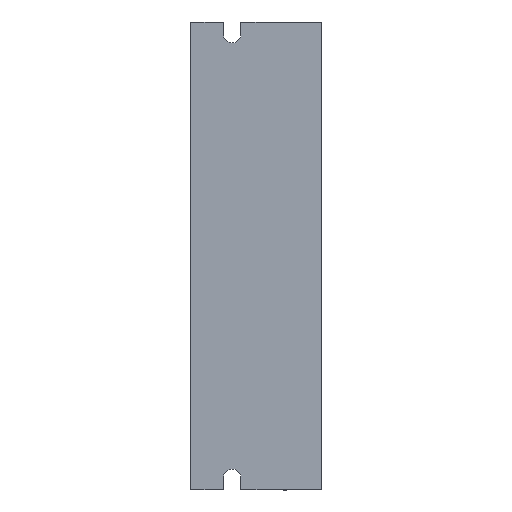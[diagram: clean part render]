
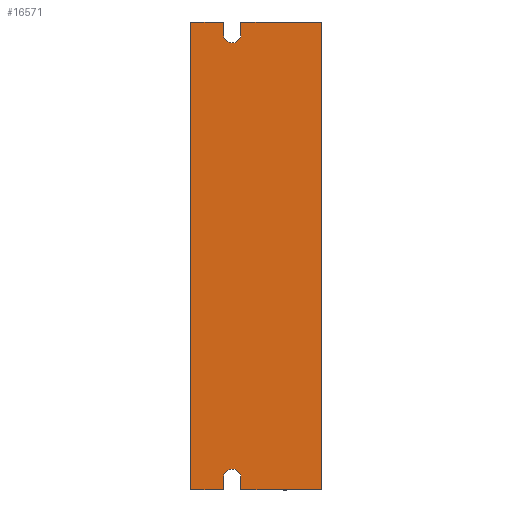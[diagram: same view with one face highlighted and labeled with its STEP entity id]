
A CAD part, left-side view. The second image highlights one B-rep face of the part: STEP entity #16571.
In plain terms, the highlighted planar face has unit normal (-1, 0, 0).
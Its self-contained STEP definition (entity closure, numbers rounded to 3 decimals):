
#396 = CARTESIAN_POINT ( 'NONE',  ( -37.782, 24.765, 59.182 ) ) ;
#635 = LINE ( 'NONE', #12813, #19719 ) ;
#828 = ORIENTED_EDGE ( 'NONE', *, *, #20943, .F. ) ;
#1731 = EDGE_CURVE ( 'NONE', #20670, #12996, #11030, .T. ) ;
#2634 = CARTESIAN_POINT ( 'NONE',  ( -37.782, 24.765, -56.134 ) ) ;
#2881 = ORIENTED_EDGE ( 'NONE', *, *, #8451, .F. ) ;
#2985 = EDGE_CURVE ( 'NONE', #10013, #3380, #3269, .T. ) ;
#3269 = LINE ( 'NONE', #4181, #7230 ) ;
#3374 = EDGE_CURVE ( 'NONE', #21430, #12433, #635, .T. ) ;
#3380 = VERTEX_POINT ( 'NONE', #16279 ) ;
#4116 = DIRECTION ( 'NONE',  ( 0., 0., 1. ) ) ;
#4181 = CARTESIAN_POINT ( 'NONE',  ( -37.783, 20.32, 59.182 ) ) ;
#4306 = ORIENTED_EDGE ( 'NONE', *, *, #1731, .F. ) ;
#4337 = LINE ( 'NONE', #10525, #20767 ) ;
#4406 = AXIS2_PLACEMENT_3D ( 'NONE', #14233, #17548, #14459 ) ;
#4505 = CARTESIAN_POINT ( 'NONE',  ( -37.782, 33.02, -59.182 ) ) ;
#4905 = CARTESIAN_POINT ( 'NONE',  ( -37.783, 0., -59.182 ) ) ;
#4915 = VECTOR ( 'NONE', #15571, 1000. ) ;
#5467 = LINE ( 'NONE', #17067, #4915 ) ;
#5950 = DIRECTION ( 'NONE',  ( 0., -1., 0. ) ) ;
#6063 = CARTESIAN_POINT ( 'NONE',  ( -37.783, 20.32, 59.182 ) ) ;
#6163 = CARTESIAN_POINT ( 'NONE',  ( -37.782, 24.765, 56.134 ) ) ;
#6322 = LINE ( 'NONE', #4505, #12675 ) ;
#6597 = ORIENTED_EDGE ( 'NONE', *, *, #17657, .T. ) ;
#7139 = VECTOR ( 'NONE', #5950, 1000. ) ;
#7199 = DIRECTION ( 'NONE',  ( 0., 0., -1. ) ) ;
#7230 = VECTOR ( 'NONE', #4116, 1000. ) ;
#7283 = EDGE_CURVE ( 'NONE', #12118, #20670, #21210, .T. ) ;
#7642 = LINE ( 'NONE', #14846, #16378 ) ;
#7898 = CARTESIAN_POINT ( 'NONE',  ( -37.782, 24.765, 59.182 ) ) ;
#8002 = ORIENTED_EDGE ( 'NONE', *, *, #8904, .F. ) ;
#8226 = CARTESIAN_POINT ( 'NONE',  ( -37.783, 20.32, 56.134 ) ) ;
#8451 = EDGE_CURVE ( 'NONE', #8527, #13056, #12435, .T. ) ;
#8523 = DIRECTION ( 'NONE',  ( 0., 1., 0. ) ) ;
#8527 = VERTEX_POINT ( 'NONE', #2634 ) ;
#8560 = ORIENTED_EDGE ( 'NONE', *, *, #19453, .F. ) ;
#8767 = ORIENTED_EDGE ( 'NONE', *, *, #3374, .F. ) ;
#8904 = EDGE_CURVE ( 'NONE', #3380, #8527, #17696, .T. ) ;
#9032 = PLANE ( 'NONE',  #4406 ) ;
#10013 = VERTEX_POINT ( 'NONE', #15493 ) ;
#10525 = CARTESIAN_POINT ( 'NONE',  ( -37.783, 0., 59.182 ) ) ;
#10583 = VECTOR ( 'NONE', #13963, 1000. ) ;
#11030 = LINE ( 'NONE', #6063, #11558 ) ;
#11515 = AXIS2_PLACEMENT_3D ( 'NONE', #20425, #17112, #8523 ) ;
#11558 = VECTOR ( 'NONE', #13283, 1000. ) ;
#12033 = EDGE_LOOP ( 'NONE', ( #2881, #8002, #20327, #6597, #828, #8560, #4306, #18201, #18050, #17685, #8767, #12987 ) ) ;
#12047 = AXIS2_PLACEMENT_3D ( 'NONE', #13649, #17035, #20793 ) ;
#12118 = VERTEX_POINT ( 'NONE', #6163 ) ;
#12218 = CARTESIAN_POINT ( 'NONE',  ( -37.782, 33.02, 59.182 ) ) ;
#12433 = VERTEX_POINT ( 'NONE', #12218 ) ;
#12435 = LINE ( 'NONE', #396, #10583 ) ;
#12675 = VECTOR ( 'NONE', #21273, 1000. ) ;
#12813 = CARTESIAN_POINT ( 'NONE',  ( -37.782, 33.02, 59.182 ) ) ;
#12871 = VECTOR ( 'NONE', #7199, 1000. ) ;
#12918 = DIRECTION ( 'NONE',  ( 0., -1., 0. ) ) ;
#12987 = ORIENTED_EDGE ( 'NONE', *, *, #19526, .F. ) ;
#12996 = VERTEX_POINT ( 'NONE', #13102 ) ;
#13056 = VERTEX_POINT ( 'NONE', #21829 ) ;
#13102 = CARTESIAN_POINT ( 'NONE',  ( -37.783, 20.32, 59.182 ) ) ;
#13283 = DIRECTION ( 'NONE',  ( 0., 0., 1. ) ) ;
#13496 = LINE ( 'NONE', #20898, #7139 ) ;
#13520 = FACE_OUTER_BOUND ( 'NONE', #12033, .T. ) ;
#13592 = VERTEX_POINT ( 'NONE', #18165 ) ;
#13649 = CARTESIAN_POINT ( 'NONE',  ( -37.783, 22.542, 56.134 ) ) ;
#13949 = CARTESIAN_POINT ( 'NONE',  ( -37.782, 24.765, 59.182 ) ) ;
#13963 = DIRECTION ( 'NONE',  ( 0., 0., -1. ) ) ;
#14213 = VERTEX_POINT ( 'NONE', #7898 ) ;
#14233 = CARTESIAN_POINT ( 'NONE',  ( -37.782, 33.02, 59.182 ) ) ;
#14235 = DIRECTION ( 'NONE',  ( 0., 0., -1. ) ) ;
#14459 = DIRECTION ( 'NONE',  ( 0., 1., 0. ) ) ;
#14846 = CARTESIAN_POINT ( 'NONE',  ( -37.783, 0., 59.182 ) ) ;
#15493 = CARTESIAN_POINT ( 'NONE',  ( -37.783, 20.32, -59.182 ) ) ;
#15571 = DIRECTION ( 'NONE',  ( 0., -1., 0. ) ) ;
#15753 = VERTEX_POINT ( 'NONE', #4905 ) ;
#16279 = CARTESIAN_POINT ( 'NONE',  ( -37.782, 20.32, -56.134 ) ) ;
#16378 = VECTOR ( 'NONE', #12918, 1000. ) ;
#16571 = ADVANCED_FACE ( 'NONE', ( #13520 ), #9032, .F. ) ;
#17035 = DIRECTION ( 'NONE',  ( -1., 0., 0. ) ) ;
#17067 = CARTESIAN_POINT ( 'NONE',  ( -37.783, 0., -59.182 ) ) ;
#17112 = DIRECTION ( 'NONE',  ( -1., 0., 0. ) ) ;
#17355 = LINE ( 'NONE', #13949, #12871 ) ;
#17548 = DIRECTION ( 'NONE',  ( 1., 0., 0. ) ) ;
#17657 = EDGE_CURVE ( 'NONE', #10013, #15753, #5467, .T. ) ;
#17685 = ORIENTED_EDGE ( 'NONE', *, *, #19386, .F. ) ;
#17696 = CIRCLE ( 'NONE', #11515, 2.222 ) ;
#18050 = ORIENTED_EDGE ( 'NONE', *, *, #20873, .F. ) ;
#18165 = CARTESIAN_POINT ( 'NONE',  ( -37.783, 0., 59.182 ) ) ;
#18201 = ORIENTED_EDGE ( 'NONE', *, *, #7283, .F. ) ;
#18732 = CARTESIAN_POINT ( 'NONE',  ( -37.782, 33.02, -59.182 ) ) ;
#19386 = EDGE_CURVE ( 'NONE', #12433, #14213, #13496, .T. ) ;
#19453 = EDGE_CURVE ( 'NONE', #12996, #13592, #7642, .T. ) ;
#19526 = EDGE_CURVE ( 'NONE', #13056, #21430, #6322, .T. ) ;
#19719 = VECTOR ( 'NONE', #21313, 1000. ) ;
#20327 = ORIENTED_EDGE ( 'NONE', *, *, #2985, .F. ) ;
#20425 = CARTESIAN_POINT ( 'NONE',  ( -37.782, 22.542, -56.134 ) ) ;
#20670 = VERTEX_POINT ( 'NONE', #8226 ) ;
#20767 = VECTOR ( 'NONE', #14235, 1000. ) ;
#20793 = DIRECTION ( 'NONE',  ( 0., 1., 0. ) ) ;
#20873 = EDGE_CURVE ( 'NONE', #14213, #12118, #17355, .T. ) ;
#20898 = CARTESIAN_POINT ( 'NONE',  ( -37.782, 33.02, 59.182 ) ) ;
#20943 = EDGE_CURVE ( 'NONE', #13592, #15753, #4337, .T. ) ;
#21210 = CIRCLE ( 'NONE', #12047, 2.222 ) ;
#21273 = DIRECTION ( 'NONE',  ( 0., 1., 0. ) ) ;
#21313 = DIRECTION ( 'NONE',  ( 0., 0., 1. ) ) ;
#21430 = VERTEX_POINT ( 'NONE', #18732 ) ;
#21829 = CARTESIAN_POINT ( 'NONE',  ( -37.782, 24.765, -59.182 ) ) ;
